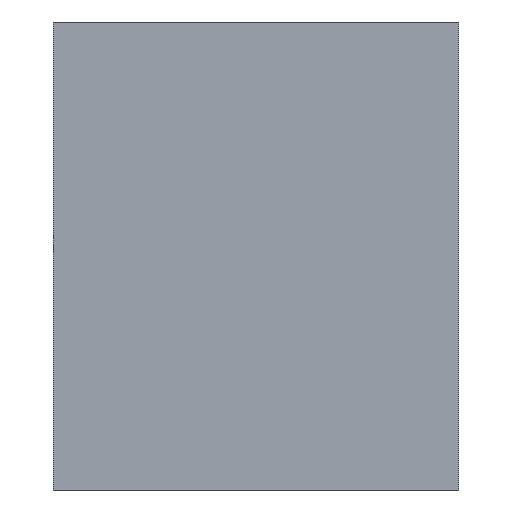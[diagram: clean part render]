
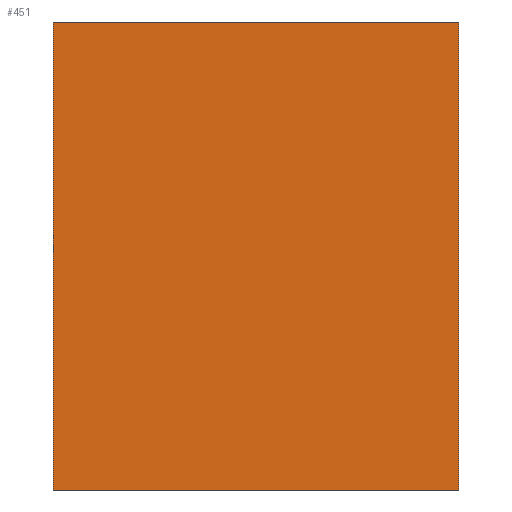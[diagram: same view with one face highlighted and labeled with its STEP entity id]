
A CAD part, left-side view. The second image highlights one B-rep face of the part: STEP entity #451.
In plain terms, the highlighted planar face has unit normal (-1, 0, 0).
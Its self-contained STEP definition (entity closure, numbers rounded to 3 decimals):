
#6 = VERTEX_POINT ( 'NONE', #769 ) ;
#7 = EDGE_CURVE ( 'NONE', #876, #717, #184, .T. ) ;
#49 = CARTESIAN_POINT ( 'NONE',  ( -0.3, 0.26, 0.15 ) ) ;
#58 = ORIENTED_EDGE ( 'NONE', *, *, #7, .T. ) ;
#61 = VECTOR ( 'NONE', #235, 1000. ) ;
#76 = EDGE_CURVE ( 'NONE', #876, #6, #604, .T. ) ;
#81 = CARTESIAN_POINT ( 'NONE',  ( -0.3, 0., 0.15 ) ) ;
#128 = VERTEX_POINT ( 'NONE', #141 ) ;
#132 = EDGE_CURVE ( 'NONE', #717, #128, #598, .T. ) ;
#141 = CARTESIAN_POINT ( 'NONE',  ( -0.3, 0., 0.15 ) ) ;
#147 = AXIS2_PLACEMENT_3D ( 'NONE', #670, #215, #444 ) ;
#184 = LINE ( 'NONE', #480, #784 ) ;
#195 = EDGE_LOOP ( 'NONE', ( #387, #557, #824, #58 ) ) ;
#215 = DIRECTION ( 'NONE',  ( 1., 0., 0. ) ) ;
#235 = DIRECTION ( 'NONE',  ( 0., 0., 1. ) ) ;
#264 = DIRECTION ( 'NONE',  ( 0., -1., 0. ) ) ;
#341 = FACE_OUTER_BOUND ( 'NONE', #195, .T. ) ;
#351 = EDGE_CURVE ( 'NONE', #6, #128, #419, .T. ) ;
#361 = VECTOR ( 'NONE', #802, 1000. ) ;
#387 = ORIENTED_EDGE ( 'NONE', *, *, #132, .T. ) ;
#389 = CARTESIAN_POINT ( 'NONE',  ( -0.3, 0.26, 0.15 ) ) ;
#419 = LINE ( 'NONE', #49, #832 ) ;
#444 = DIRECTION ( 'NONE',  ( 0., 0., -1. ) ) ;
#451 = ADVANCED_FACE ( 'NONE', ( #341 ), #581, .F. ) ;
#480 = CARTESIAN_POINT ( 'NONE',  ( -0.3, 0.26, -0.15 ) ) ;
#498 = DIRECTION ( 'NONE',  ( 0., -1., 0. ) ) ;
#557 = ORIENTED_EDGE ( 'NONE', *, *, #351, .F. ) ;
#581 = PLANE ( 'NONE',  #147 ) ;
#598 = LINE ( 'NONE', #81, #361 ) ;
#604 = LINE ( 'NONE', #389, #61 ) ;
#618 = CARTESIAN_POINT ( 'NONE',  ( -0.3, 0., -0.15 ) ) ;
#670 = CARTESIAN_POINT ( 'NONE',  ( -0.3, 0.26, 0.15 ) ) ;
#717 = VERTEX_POINT ( 'NONE', #618 ) ;
#769 = CARTESIAN_POINT ( 'NONE',  ( -0.3, 0.26, 0.15 ) ) ;
#784 = VECTOR ( 'NONE', #264, 1000. ) ;
#802 = DIRECTION ( 'NONE',  ( 0., 0., 1. ) ) ;
#824 = ORIENTED_EDGE ( 'NONE', *, *, #76, .F. ) ;
#832 = VECTOR ( 'NONE', #498, 1000. ) ;
#876 = VERTEX_POINT ( 'NONE', #937 ) ;
#937 = CARTESIAN_POINT ( 'NONE',  ( -0.3, 0.26, -0.15 ) ) ;
